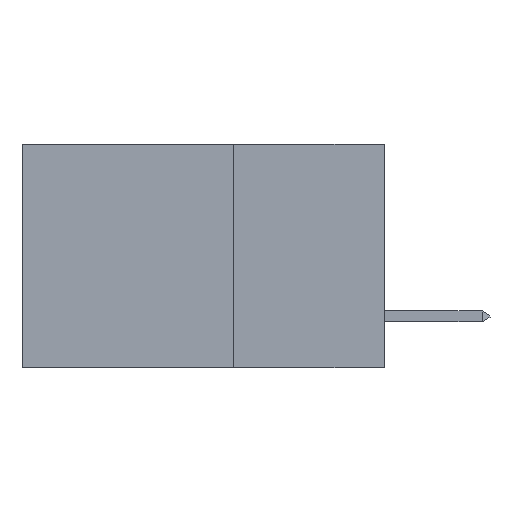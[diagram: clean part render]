
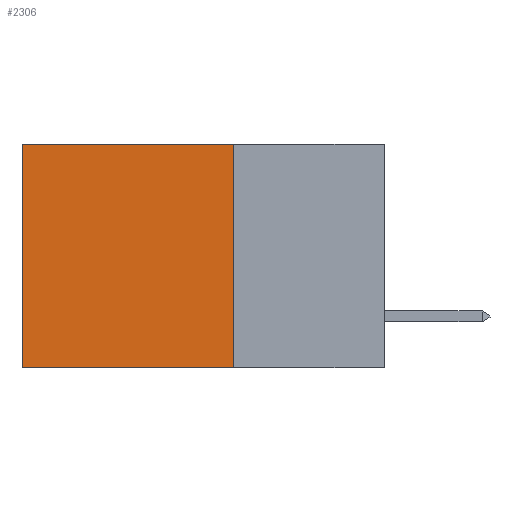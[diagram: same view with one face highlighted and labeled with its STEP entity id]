
A CAD part, left-side view. The second image highlights one B-rep face of the part: STEP entity #2306.
In plain terms, the highlighted planar face has unit normal (-1, 0, 0).
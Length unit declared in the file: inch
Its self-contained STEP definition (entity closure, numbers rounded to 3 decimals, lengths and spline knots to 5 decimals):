
#260 = EDGE_CURVE ( 'NONE', #8022, #9195, #5403, .T. ) ;
#645 = LINE ( 'NONE', #9933, #8751 ) ;
#675 = ORIENTED_EDGE ( 'NONE', *, *, #2719, .T. ) ;
#689 = ORIENTED_EDGE ( 'NONE', *, *, #1078, .F. ) ;
#704 = EDGE_CURVE ( 'NONE', #7182, #7534, #3076, .T. ) ;
#824 = AXIS2_PLACEMENT_3D ( 'NONE', #3427, #7510, #2535 ) ;
#1078 = EDGE_CURVE ( 'NONE', #7182, #8022, #645, .T. ) ;
#1805 = FACE_OUTER_BOUND ( 'NONE', #8115, .T. ) ;
#2235 = CARTESIAN_POINT ( 'NONE',  ( 0.2875, 0.25, 0. ) ) ;
#2254 = ORIENTED_EDGE ( 'NONE', *, *, #704, .T. ) ;
#2306 = ADVANCED_FACE ( 'NONE', ( #1805 ), #3214, .F. ) ;
#2535 = DIRECTION ( 'NONE',  ( 0., 0., -1. ) ) ;
#2719 = EDGE_CURVE ( 'NONE', #7534, #9195, #5957, .T. ) ;
#3076 = LINE ( 'NONE', #6206, #9453 ) ;
#3214 = PLANE ( 'NONE',  #824 ) ;
#3427 = CARTESIAN_POINT ( 'NONE',  ( 0.2875, 0.25, 0. ) ) ;
#4005 = CARTESIAN_POINT ( 'NONE',  ( 0.2875, 0.25, -0.37 ) ) ;
#4156 = VECTOR ( 'NONE', #6763, 39.37008 ) ;
#4235 = DIRECTION ( 'NONE',  ( 0., 0., -1. ) ) ;
#5403 = LINE ( 'NONE', #6707, #9464 ) ;
#5777 = DIRECTION ( 'NONE',  ( 0., 1., 0. ) ) ;
#5957 = LINE ( 'NONE', #9876, #4156 ) ;
#6206 = CARTESIAN_POINT ( 'NONE',  ( 0.2875, 0.25, 0. ) ) ;
#6707 = CARTESIAN_POINT ( 'NONE',  ( 0.2875, 0.25, -0.37 ) ) ;
#6763 = DIRECTION ( 'NONE',  ( 0., 0., -1. ) ) ;
#6942 = DIRECTION ( 'NONE',  ( 0., 1., 0. ) ) ;
#6965 = CARTESIAN_POINT ( 'NONE',  ( 0.2875, 0.6, -0.37 ) ) ;
#7182 = VERTEX_POINT ( 'NONE', #2235 ) ;
#7367 = CARTESIAN_POINT ( 'NONE',  ( 0.2875, 0.6, 0. ) ) ;
#7510 = DIRECTION ( 'NONE',  ( 1., 0., 0. ) ) ;
#7534 = VERTEX_POINT ( 'NONE', #7367 ) ;
#8022 = VERTEX_POINT ( 'NONE', #4005 ) ;
#8115 = EDGE_LOOP ( 'NONE', ( #675, #10055, #689, #2254 ) ) ;
#8751 = VECTOR ( 'NONE', #4235, 39.37008 ) ;
#9195 = VERTEX_POINT ( 'NONE', #6965 ) ;
#9453 = VECTOR ( 'NONE', #6942, 39.37008 ) ;
#9464 = VECTOR ( 'NONE', #5777, 39.37008 ) ;
#9876 = CARTESIAN_POINT ( 'NONE',  ( 0.2875, 0.6, 0. ) ) ;
#9933 = CARTESIAN_POINT ( 'NONE',  ( 0.2875, 0.25, 0. ) ) ;
#10055 = ORIENTED_EDGE ( 'NONE', *, *, #260, .F. ) ;
